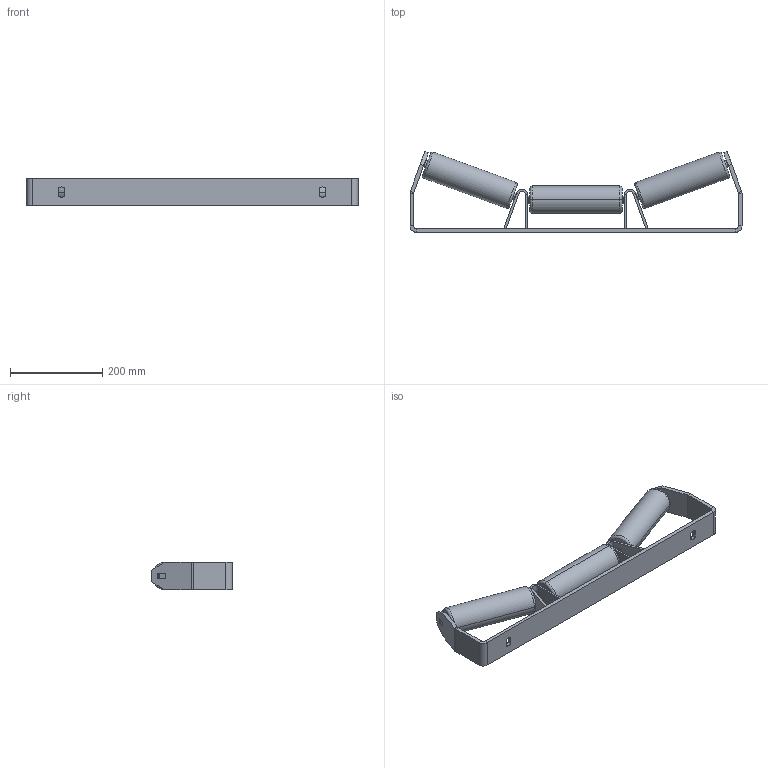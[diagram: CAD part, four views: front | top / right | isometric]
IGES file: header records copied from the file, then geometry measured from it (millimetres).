
Start section: SolidWorks IGES file using analytic representation for surfaces
Global section: file name: Support SNBA 53301 E71 8 B500 20° sans pincement .igs; native system: SolidWorks 2019; preprocessor: SolidWorks 2019; author: guillaume; date: 200219.171839; units: millimetre
Bounding box: 720 x 175.26 x 60 mm (x, y, z)
Volume: 550828.1 mm3; surface area: 440830.2 mm2
Topology: 3 solids, 9 shells, 282 faces, 693 edges, 442 vertices
Faces by surface type: plane 187, revolution 78, bspline 17
